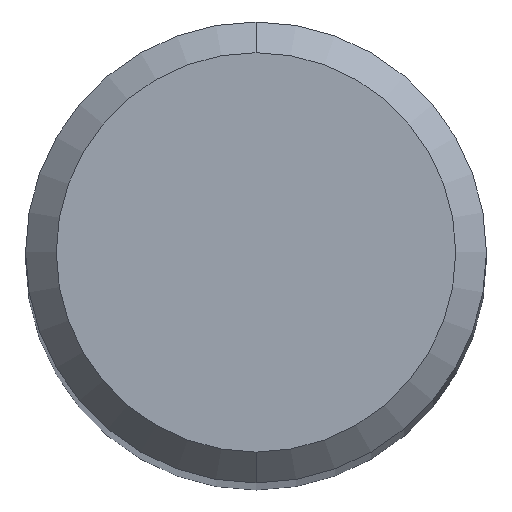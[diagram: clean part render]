
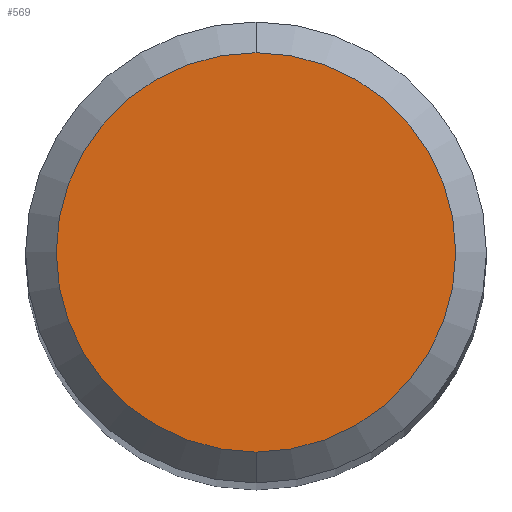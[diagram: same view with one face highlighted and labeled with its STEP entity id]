
A CAD part, top view. The second image highlights one B-rep face of the part: STEP entity #569.
In plain terms, the highlighted planar face has unit normal (0, 0, 1).
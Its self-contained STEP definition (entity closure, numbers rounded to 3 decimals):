
#335=EDGE_CURVE('',#595,#809,#930,.T.);
#569=ADVANCED_FACE('',(#1189),#1190,.T.);
#595=VERTEX_POINT('',#1217);
#737=EDGE_CURVE('',#809,#595,#1369,.T.);
#809=VERTEX_POINT('',#1446);
#930=CIRCLE('',#1603,2.6);
#1189=FACE_OUTER_BOUND('',#4995,.T.);
#1190=PLANE('',#4996);
#1217=CARTESIAN_POINT('',(0.0,2.6,0.0));
#1369=CIRCLE('',#6442,2.6);
#1446=CARTESIAN_POINT('',(0.,-2.6,0.0));
#1603=AXIS2_PLACEMENT_3D('',#7589,#7590,#7591);
#4995=EDGE_LOOP('',(#7897,#7898));
#4996=AXIS2_PLACEMENT_3D('',#7899,#7900,#7901);
#6442=AXIS2_PLACEMENT_3D('',#8055,#8056,#8057);
#7589=CARTESIAN_POINT('',(0.0,0.0,0.0));
#7590=DIRECTION('',(0.0,0.0,-1.0));
#7591=DIRECTION('',(0.0,1.0,0.0));
#7897=ORIENTED_EDGE('',*,*,#335,.F.);
#7898=ORIENTED_EDGE('',*,*,#737,.F.);
#7899=CARTESIAN_POINT('',(0.0,1.3,0.0));
#7900=DIRECTION('',(-0.0,0.0,1.0));
#7901=DIRECTION('',(0.0,-1.0,0.0));
#8055=CARTESIAN_POINT('',(0.0,0.0,0.0));
#8056=DIRECTION('',(0.0,0.0,-1.0));
#8057=DIRECTION('',(0.0,1.0,0.0));
